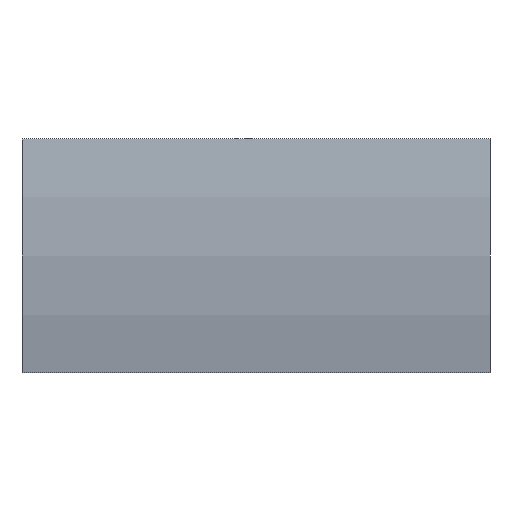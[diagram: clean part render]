
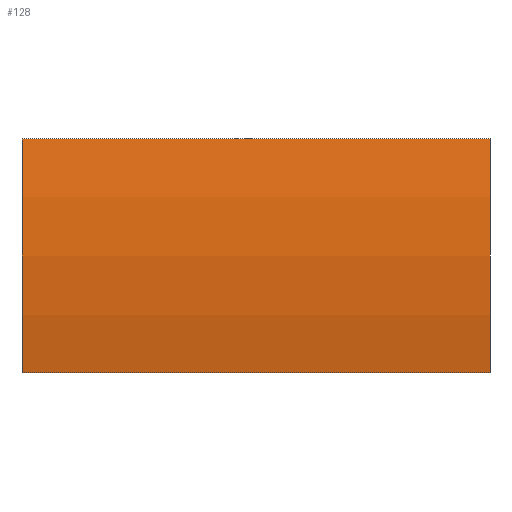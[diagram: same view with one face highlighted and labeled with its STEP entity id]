
A CAD part, left-side view. The second image highlights one B-rep face of the part: STEP entity #128.
In plain terms, the highlighted cylindrical face has radius 22.92 mm (diameter 45.84 mm), a partial arc.
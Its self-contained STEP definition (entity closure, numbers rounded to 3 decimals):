
#4 = EDGE_CURVE ( 'NONE', #105, #16, #96, .T. ) ;
#8 = DIRECTION ( 'NONE',  ( 0., 0., 1. ) ) ;
#10 = CARTESIAN_POINT ( 'NONE',  ( -18.013, 20., 5. ) ) ;
#16 = VERTEX_POINT ( 'NONE', #25 ) ;
#25 = CARTESIAN_POINT ( 'NONE',  ( -18.013, 0., 5. ) ) ;
#31 = EDGE_CURVE ( 'NONE', #187, #16, #54, .T. ) ;
#35 = EDGE_CURVE ( 'NONE', #50, #105, #127, .T. ) ;
#37 = CARTESIAN_POINT ( 'NONE',  ( -18.013, 20., 5. ) ) ;
#45 = EDGE_CURVE ( 'NONE', #50, #187, #143, .T. ) ;
#50 = VERTEX_POINT ( 'NONE', #153 ) ;
#54 = LINE ( 'NONE', #10, #201 ) ;
#55 = CARTESIAN_POINT ( 'NONE',  ( 4.355, 20., 0. ) ) ;
#62 = ORIENTED_EDGE ( 'NONE', *, *, #35, .T. ) ;
#64 = DIRECTION ( 'NONE',  ( 0., -1., 0. ) ) ;
#70 = CARTESIAN_POINT ( 'NONE',  ( -18.013, 0., -5. ) ) ;
#84 = ORIENTED_EDGE ( 'NONE', *, *, #45, .F. ) ;
#85 = CARTESIAN_POINT ( 'NONE',  ( 4.355, 0., 0. ) ) ;
#87 = EDGE_LOOP ( 'NONE', ( #163, #177, #84, #62 ) ) ;
#93 = CYLINDRICAL_SURFACE ( 'NONE', #188, 22.92 ) ;
#96 = CIRCLE ( 'NONE', #121, 22.92 ) ;
#102 = DIRECTION ( 'NONE',  ( 0., 1., 0. ) ) ;
#105 = VERTEX_POINT ( 'NONE', #70 ) ;
#115 = DIRECTION ( 'NONE',  ( 0., 1., 0. ) ) ;
#121 = AXIS2_PLACEMENT_3D ( 'NONE', #85, #115, #179 ) ;
#127 = LINE ( 'NONE', #189, #144 ) ;
#128 = ADVANCED_FACE ( 'NONE', ( #171 ), #93, .T. ) ;
#143 = CIRCLE ( 'NONE', #149, 22.92 ) ;
#144 = VECTOR ( 'NONE', #64, 1000. ) ;
#149 = AXIS2_PLACEMENT_3D ( 'NONE', #55, #102, #8 ) ;
#153 = CARTESIAN_POINT ( 'NONE',  ( -18.013, 20., -5. ) ) ;
#163 = ORIENTED_EDGE ( 'NONE', *, *, #4, .T. ) ;
#171 = FACE_OUTER_BOUND ( 'NONE', #87, .T. ) ;
#177 = ORIENTED_EDGE ( 'NONE', *, *, #31, .F. ) ;
#179 = DIRECTION ( 'NONE',  ( 0., 0., 1. ) ) ;
#187 = VERTEX_POINT ( 'NONE', #37 ) ;
#188 = AXIS2_PLACEMENT_3D ( 'NONE', #203, #200, #193 ) ;
#189 = CARTESIAN_POINT ( 'NONE',  ( -18.013, 20., -5. ) ) ;
#193 = DIRECTION ( 'NONE',  ( 0., 0., -1. ) ) ;
#199 = DIRECTION ( 'NONE',  ( 0., -1., 0. ) ) ;
#200 = DIRECTION ( 'NONE',  ( 0., -1., 0. ) ) ;
#201 = VECTOR ( 'NONE', #199, 1000. ) ;
#203 = CARTESIAN_POINT ( 'NONE',  ( 4.355, 20., 0. ) ) ;
